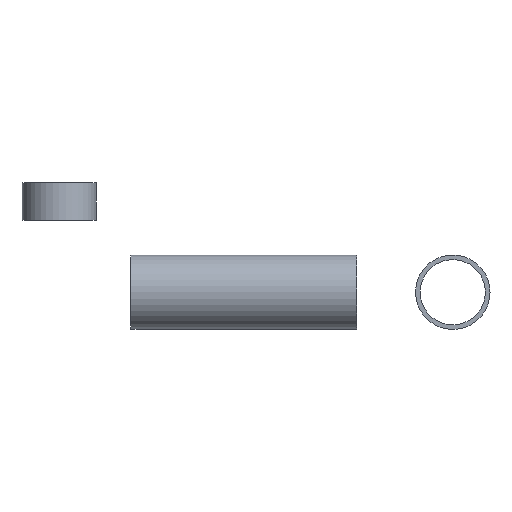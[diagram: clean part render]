
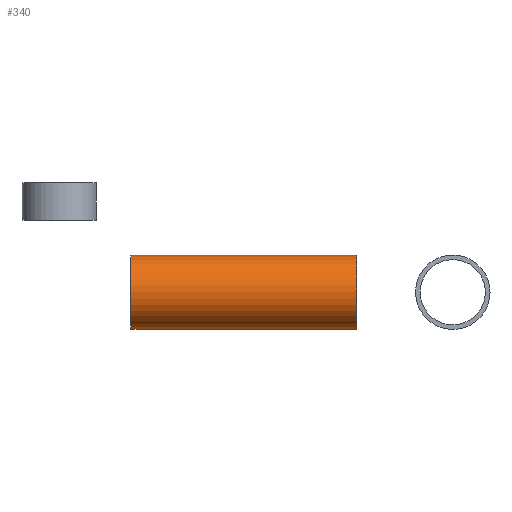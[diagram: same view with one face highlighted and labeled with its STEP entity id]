
A CAD part, front view. The second image highlights one B-rep face of the part: STEP entity #340.
In plain terms, the highlighted cylindrical face has radius 44.45 mm (diameter 88.9 mm), a partial arc.
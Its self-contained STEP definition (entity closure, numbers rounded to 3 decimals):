
#2 = DIRECTION ( 'NONE',  ( 0., -1., 0. ) ) ;
#24 = AXIS2_PLACEMENT_3D ( 'NONE', #216, #516, #291 ) ;
#29 = EDGE_CURVE ( 'NONE', #302, #290, #292, .T. ) ;
#37 = CARTESIAN_POINT ( 'NONE',  ( -384.3, 270., -44.45 ) ) ;
#38 = VERTEX_POINT ( 'NONE', #142 ) ;
#51 = ORIENTED_EDGE ( 'NONE', *, *, #29, .F. ) ;
#73 = DIRECTION ( 'NONE',  ( -1., 0., 0. ) ) ;
#74 = ORIENTED_EDGE ( 'NONE', *, *, #385, .F. ) ;
#91 = LINE ( 'NONE', #173, #493 ) ;
#117 = CARTESIAN_POINT ( 'NONE',  ( -114.5, 270., 0. ) ) ;
#142 = CARTESIAN_POINT ( 'NONE',  ( -114.5, 270., 44.45 ) ) ;
#145 = CARTESIAN_POINT ( 'NONE',  ( -384.3, 270., -44.45 ) ) ;
#162 = VERTEX_POINT ( 'NONE', #288 ) ;
#173 = CARTESIAN_POINT ( 'NONE',  ( -384.3, 270., 44.45 ) ) ;
#187 = DIRECTION ( 'NONE',  ( 1., 0., 0. ) ) ;
#206 = CYLINDRICAL_SURFACE ( 'NONE', #24, 44.45 ) ;
#207 = ORIENTED_EDGE ( 'NONE', *, *, #375, .T. ) ;
#216 = CARTESIAN_POINT ( 'NONE',  ( -384.3, 270., 0. ) ) ;
#236 = CARTESIAN_POINT ( 'NONE',  ( -384.3, 270., 0. ) ) ;
#249 = FACE_OUTER_BOUND ( 'NONE', #251, .T. ) ;
#251 = EDGE_LOOP ( 'NONE', ( #74, #51, #296, #207 ) ) ;
#253 = DIRECTION ( 'NONE',  ( 0., -1., 0. ) ) ;
#280 = DIRECTION ( 'NONE',  ( 1., 0., 0. ) ) ;
#288 = CARTESIAN_POINT ( 'NONE',  ( -114.5, 270., -44.45 ) ) ;
#290 = VERTEX_POINT ( 'NONE', #475 ) ;
#291 = DIRECTION ( 'NONE',  ( 0., 0., -1. ) ) ;
#292 = CIRCLE ( 'NONE', #559, 44.45 ) ;
#296 = ORIENTED_EDGE ( 'NONE', *, *, #562, .T. ) ;
#302 = VERTEX_POINT ( 'NONE', #37 ) ;
#333 = VECTOR ( 'NONE', #280, 1000. ) ;
#340 = ADVANCED_FACE ( 'NONE', ( #249 ), #206, .T. ) ;
#375 = EDGE_CURVE ( 'NONE', #162, #38, #422, .T. ) ;
#385 = EDGE_CURVE ( 'NONE', #290, #38, #91, .T. ) ;
#422 = CIRCLE ( 'NONE', #521, 44.45 ) ;
#475 = CARTESIAN_POINT ( 'NONE',  ( -384.3, 270., 44.45 ) ) ;
#488 = DIRECTION ( 'NONE',  ( -1., 0., 0. ) ) ;
#493 = VECTOR ( 'NONE', #187, 1000. ) ;
#497 = LINE ( 'NONE', #145, #333 ) ;
#516 = DIRECTION ( 'NONE',  ( 1., 0., 0. ) ) ;
#521 = AXIS2_PLACEMENT_3D ( 'NONE', #117, #73, #253 ) ;
#559 = AXIS2_PLACEMENT_3D ( 'NONE', #236, #488, #2 ) ;
#562 = EDGE_CURVE ( 'NONE', #302, #162, #497, .T. ) ;
